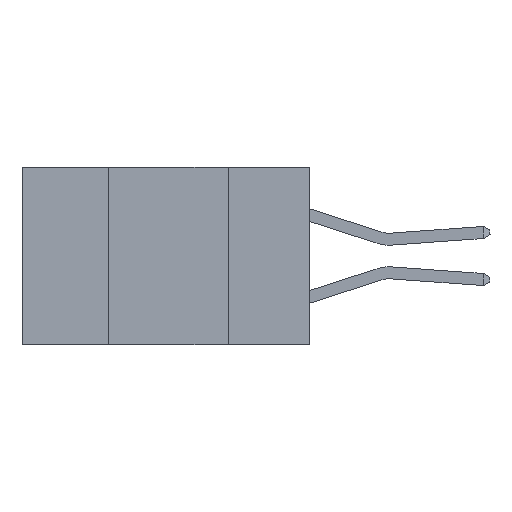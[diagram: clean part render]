
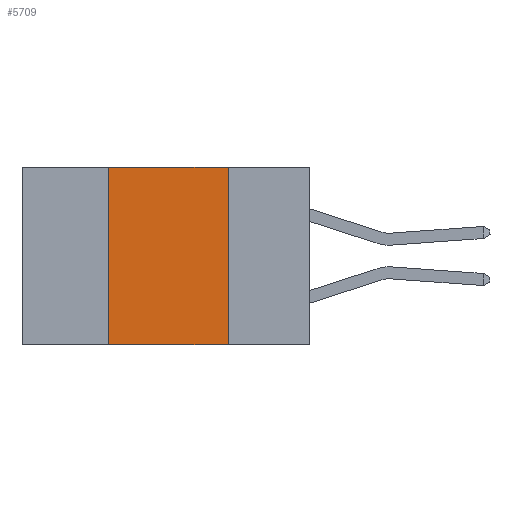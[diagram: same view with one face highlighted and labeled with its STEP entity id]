
A CAD part, left-side view. The second image highlights one B-rep face of the part: STEP entity #5709.
In plain terms, the highlighted planar face has unit normal (-1, 0, 0).
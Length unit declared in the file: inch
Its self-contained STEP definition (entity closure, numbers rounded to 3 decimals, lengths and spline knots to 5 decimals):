
#596 = ORIENTED_EDGE ( 'NONE', *, *, #6528, .F. ) ;
#706 = DIRECTION ( 'NONE',  ( 0., -1., 0. ) ) ;
#813 = LINE ( 'NONE', #2257, #21718 ) ;
#1012 = CARTESIAN_POINT ( 'NONE',  ( 0., 0.17, -0.37 ) ) ;
#2257 = CARTESIAN_POINT ( 'NONE',  ( 0., 0.6, 0. ) ) ;
#2841 = CARTESIAN_POINT ( 'NONE',  ( 0., 0.17, 0. ) ) ;
#3578 = VECTOR ( 'NONE', #21186, 39.37008 ) ;
#3666 = PLANE ( 'NONE',  #18565 ) ;
#4156 = VERTEX_POINT ( 'NONE', #2841 ) ;
#4304 = LINE ( 'NONE', #8122, #3578 ) ;
#4878 = CARTESIAN_POINT ( 'NONE',  ( 0., 0.42, 0. ) ) ;
#4917 = VERTEX_POINT ( 'NONE', #13117 ) ;
#5709 = ADVANCED_FACE ( 'NONE', ( #12459 ), #3666, .F. ) ;
#6246 = LINE ( 'NONE', #1012, #17285 ) ;
#6528 = EDGE_CURVE ( 'NONE', #4156, #6833, #6246, .T. ) ;
#6833 = VERTEX_POINT ( 'NONE', #8021 ) ;
#8021 = CARTESIAN_POINT ( 'NONE',  ( 0., 0.17, -0.37 ) ) ;
#8122 = CARTESIAN_POINT ( 'NONE',  ( 0., 0.6, -0.37 ) ) ;
#8270 = EDGE_LOOP ( 'NONE', ( #596, #16191, #12905, #15683 ) ) ;
#8957 = CARTESIAN_POINT ( 'NONE',  ( 0., 0.6, 0. ) ) ;
#10879 = DIRECTION ( 'NONE',  ( 0., 0., -1. ) ) ;
#10991 = DIRECTION ( 'NONE',  ( 0., 0., 1. ) ) ;
#12459 = FACE_OUTER_BOUND ( 'NONE', #8270, .T. ) ;
#12905 = ORIENTED_EDGE ( 'NONE', *, *, #23224, .F. ) ;
#13062 = VERTEX_POINT ( 'NONE', #4878 ) ;
#13117 = CARTESIAN_POINT ( 'NONE',  ( 0., 0.42, -0.37 ) ) ;
#13206 = VECTOR ( 'NONE', #10991, 39.37008 ) ;
#14846 = EDGE_CURVE ( 'NONE', #13062, #4156, #813, .T. ) ;
#15089 = LINE ( 'NONE', #22357, #13206 ) ;
#15683 = ORIENTED_EDGE ( 'NONE', *, *, #20942, .T. ) ;
#16191 = ORIENTED_EDGE ( 'NONE', *, *, #14846, .F. ) ;
#17285 = VECTOR ( 'NONE', #17687, 39.37008 ) ;
#17687 = DIRECTION ( 'NONE',  ( 0., 0., -1. ) ) ;
#18565 = AXIS2_PLACEMENT_3D ( 'NONE', #8957, #19747, #10879 ) ;
#19747 = DIRECTION ( 'NONE',  ( 1., 0., 0. ) ) ;
#20942 = EDGE_CURVE ( 'NONE', #4917, #6833, #4304, .T. ) ;
#21186 = DIRECTION ( 'NONE',  ( 0., -1., 0. ) ) ;
#21718 = VECTOR ( 'NONE', #706, 39.37008 ) ;
#22357 = CARTESIAN_POINT ( 'NONE',  ( 0., 0.42, -0.37 ) ) ;
#23224 = EDGE_CURVE ( 'NONE', #4917, #13062, #15089, .T. ) ;
